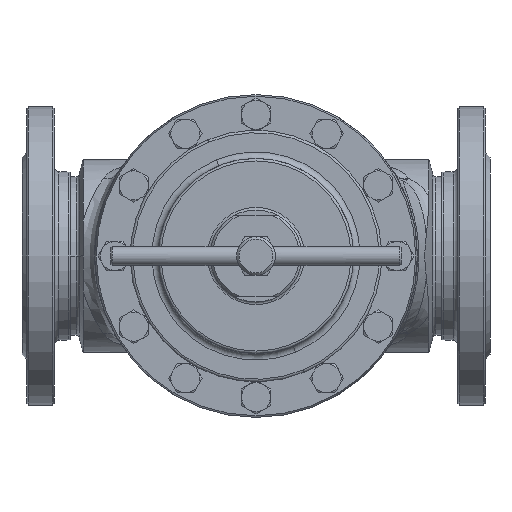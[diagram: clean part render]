
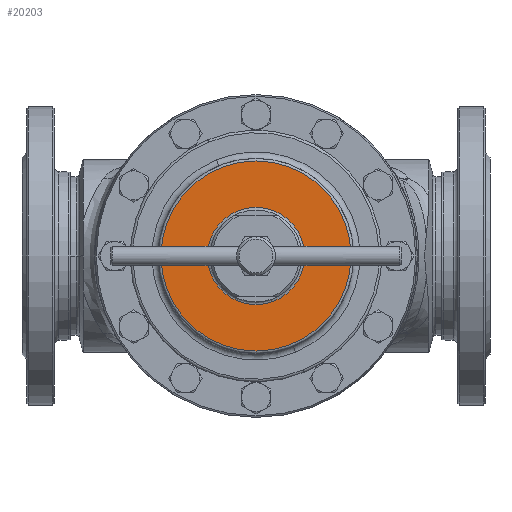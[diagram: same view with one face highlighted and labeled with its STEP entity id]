
A CAD part, front view. The second image highlights one B-rep face of the part: STEP entity #20203.
In plain terms, the highlighted planar face has unit normal (0, -1, 0).
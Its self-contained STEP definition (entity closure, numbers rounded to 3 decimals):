
#47 = CARTESIAN_POINT ( 'NONE',  ( 0., -451.5, 0. ) ) ;
#1658 = CARTESIAN_POINT ( 'NONE',  ( 0., -451.5, 0. ) ) ;
#1706 = AXIS2_PLACEMENT_3D ( 'NONE', #47, #5445, #19061 ) ;
#3757 = FACE_OUTER_BOUND ( 'NONE', #34387, .T. ) ;
#4297 = DIRECTION ( 'NONE',  ( 0., -1., 0. ) ) ;
#4991 = CARTESIAN_POINT ( 'NONE',  ( -58.9, -451.5, 0. ) ) ;
#5406 = ORIENTED_EDGE ( 'NONE', *, *, #9578, .F. ) ;
#5445 = DIRECTION ( 'NONE',  ( 0., -1., 0. ) ) ;
#5796 = EDGE_LOOP ( 'NONE', ( #26894, #5406 ) ) ;
#7577 = AXIS2_PLACEMENT_3D ( 'NONE', #4991, #10017, #12787 ) ;
#7602 = EDGE_CURVE ( 'NONE', #29044, #31496, #12536, .T. ) ;
#7742 = CARTESIAN_POINT ( 'NONE',  ( 0., -451.5, 0. ) ) ;
#7794 = AXIS2_PLACEMENT_3D ( 'NONE', #1658, #4297, #26312 ) ;
#8136 = CARTESIAN_POINT ( 'NONE',  ( 30.1, -451.5, 0. ) ) ;
#9578 = EDGE_CURVE ( 'NONE', #31774, #19871, #24512, .T. ) ;
#9912 = DIRECTION ( 'NONE',  ( 0., -1., 0. ) ) ;
#10017 = DIRECTION ( 'NONE',  ( 0., 1., 0. ) ) ;
#11533 = CARTESIAN_POINT ( 'NONE',  ( 58.9, -451.5, 0. ) ) ;
#11547 = ORIENTED_EDGE ( 'NONE', *, *, #14484, .T. ) ;
#12076 = PLANE ( 'NONE',  #7577 ) ;
#12536 = CIRCLE ( 'NONE', #22315, 58.9 ) ;
#12787 = DIRECTION ( 'NONE',  ( 1., 0., 0. ) ) ;
#14484 = EDGE_CURVE ( 'NONE', #31496, #29044, #32933, .T. ) ;
#18139 = CARTESIAN_POINT ( 'NONE',  ( 0., -451.5, 0. ) ) ;
#19061 = DIRECTION ( 'NONE',  ( -1., 0., 0. ) ) ;
#19871 = VERTEX_POINT ( 'NONE', #31916 ) ;
#20203 = ADVANCED_FACE ( 'NONE', ( #22732, #3757 ), #12076, .F. ) ;
#21831 = DIRECTION ( 'NONE',  ( -1., 0., 0. ) ) ;
#22315 = AXIS2_PLACEMENT_3D ( 'NONE', #18139, #9912, #34527 ) ;
#22587 = AXIS2_PLACEMENT_3D ( 'NONE', #7742, #27260, #21831 ) ;
#22732 = FACE_BOUND ( 'NONE', #5796, .T. ) ;
#24068 = ORIENTED_EDGE ( 'NONE', *, *, #7602, .T. ) ;
#24512 = CIRCLE ( 'NONE', #7794, 30.1 ) ;
#24651 = CARTESIAN_POINT ( 'NONE',  ( -58.9, -451.5, 0. ) ) ;
#26312 = DIRECTION ( 'NONE',  ( -1., 0., 0. ) ) ;
#26894 = ORIENTED_EDGE ( 'NONE', *, *, #28147, .F. ) ;
#27260 = DIRECTION ( 'NONE',  ( 0., -1., 0. ) ) ;
#28147 = EDGE_CURVE ( 'NONE', #19871, #31774, #35377, .T. ) ;
#29044 = VERTEX_POINT ( 'NONE', #24651 ) ;
#31496 = VERTEX_POINT ( 'NONE', #11533 ) ;
#31774 = VERTEX_POINT ( 'NONE', #8136 ) ;
#31916 = CARTESIAN_POINT ( 'NONE',  ( -30.1, -451.5, 0. ) ) ;
#32933 = CIRCLE ( 'NONE', #1706, 58.9 ) ;
#34387 = EDGE_LOOP ( 'NONE', ( #24068, #11547 ) ) ;
#34527 = DIRECTION ( 'NONE',  ( -1., 0., 0. ) ) ;
#35377 = CIRCLE ( 'NONE', #22587, 30.1 ) ;
